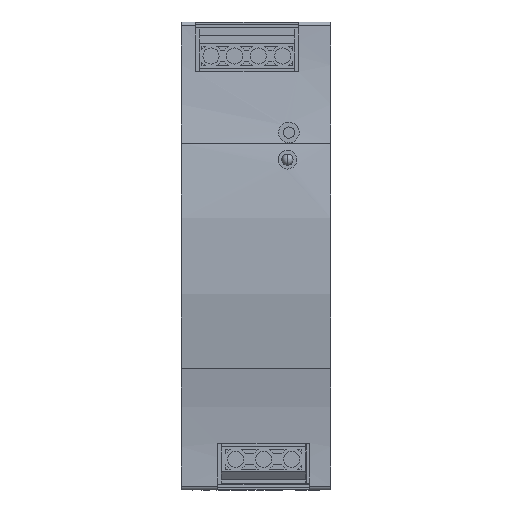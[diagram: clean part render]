
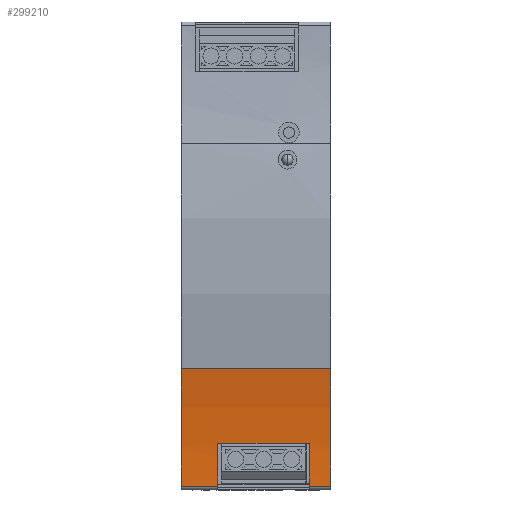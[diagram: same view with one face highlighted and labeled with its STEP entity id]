
A CAD part, left-side view. The second image highlights one B-rep face of the part: STEP entity #299210.
In plain terms, the highlighted cylindrical face has radius 150.414 mm (diameter 300.828 mm), a partial arc.
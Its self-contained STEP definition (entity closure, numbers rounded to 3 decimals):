
#187040=CARTESIAN_POINT('',(-12.654,13.236,
-18.11));
#187050=VERTEX_POINT('',#187040);
#187080=CARTESIAN_POINT('',(-12.654,18.986,
-18.11));
#187090=DIRECTION('',(0.,1.,0.));
#187100=VECTOR('',#187090,1.);
#187110=LINE('',#187080,#187100);
#187120=CARTESIAN_POINT('',(-12.654,53.236,
-18.11));
#187130=VERTEX_POINT('',#187120);
#187140=EDGE_CURVE('',#187050,#187130,#187110,.T.);
#219960=CARTESIAN_POINT('',(-160.046,53.236,
-48.111));
#219970=DIRECTION('',(0.,-1.,0.));
#219980=DIRECTION('',(-1.,0.,0.));
#219990=AXIS2_PLACEMENT_3D('',#219960,#219970,#219980);
#220000=CIRCLE('',#219990,150.414);
#220010=CARTESIAN_POINT('',(-9.639,53.236,
-49.59));
#220020=VERTEX_POINT('',#220010);
#220030=EDGE_CURVE('',#220020,#187130,#220000,.T.);
#222300=CARTESIAN_POINT('',(-9.639,13.236,
-49.59));
#222310=VERTEX_POINT('',#222300);
#222340=CARTESIAN_POINT('',(-160.046,13.236,
-48.111));
#222350=DIRECTION('',(0.,-1.,0.));
#222360=DIRECTION('',(-1.,0.,0.));
#222370=AXIS2_PLACEMENT_3D('',#222340,#222350,#222360);
#222380=CIRCLE('',#222370,150.414);
#222390=EDGE_CURVE('',#222310,#187050,#222380,.T.);
#298620=CARTESIAN_POINT('',(-9.639,18.986,
-49.59));
#298630=DIRECTION('',(0.,1.,0.));
#298640=VECTOR('',#298630,1.);
#298650=LINE('',#298620,#298640);
#298660=CARTESIAN_POINT('',(-9.639,18.942,
-49.59));
#298670=VERTEX_POINT('',#298660);
#298680=EDGE_CURVE('',#222310,#298670,#298650,.T.);
#298820=CARTESIAN_POINT('',(-160.046,18.986,
-48.111));
#298830=DIRECTION('',(0.,-1.,0.));
#298840=DIRECTION('',(-1.,0.,0.));
#298850=AXIS2_PLACEMENT_3D('',#298820,#298830,#298840);
#298860=CYLINDRICAL_SURFACE('',#298850,150.414);
#298870=ORIENTED_EDGE('',*,*,#298680,.F.);
#298880=CARTESIAN_POINT('',(-160.046,18.942,
-48.111));
#298890=DIRECTION('',(0.,-1.,0.));
#298900=DIRECTION('',(-1.,0.,0.));
#298910=AXIS2_PLACEMENT_3D('',#298880,#298890,#298900);
#298920=CIRCLE('',#298910,150.414);
#298930=CARTESIAN_POINT('',(-9.969,18.942,
-38.05));
#298940=VERTEX_POINT('',#298930);
#298950=EDGE_CURVE('',#298670,#298940,#298920,.T.);
#298960=ORIENTED_EDGE('',*,*,#298950,.F.);
#298970=CARTESIAN_POINT('',(-9.969,18.986,
-38.05));
#298980=DIRECTION('',(0.,-1.,0.));
#298990=VECTOR('',#298980,1.);
#299000=LINE('',#298970,#298990);
#299010=CARTESIAN_POINT('',(-9.969,43.486,
-38.05));
#299020=VERTEX_POINT('',#299010);
#299030=EDGE_CURVE('',#299020,#298940,#299000,.T.);
#299040=ORIENTED_EDGE('',*,*,#299030,.T.);
#299050=CARTESIAN_POINT('',(-160.046,43.486,
-48.111));
#299060=DIRECTION('',(0.,-1.,0.));
#299070=DIRECTION('',(-1.,0.,0.));
#299080=AXIS2_PLACEMENT_3D('',#299050,#299060,#299070);
#299090=CIRCLE('',#299080,150.414);
#299100=CARTESIAN_POINT('',(-9.639,43.486,
-49.59));
#299110=VERTEX_POINT('',#299100);
#299120=EDGE_CURVE('',#299110,#299020,#299090,.T.);
#299130=ORIENTED_EDGE('',*,*,#299120,.T.);
#299140=EDGE_CURVE('',#299110,#220020,#298650,.T.);
#299150=ORIENTED_EDGE('',*,*,#299140,.F.);
#299160=ORIENTED_EDGE('',*,*,#220030,.F.);
#299170=ORIENTED_EDGE('',*,*,#187140,.T.);
#299180=ORIENTED_EDGE('',*,*,#222390,.T.);
#299190=EDGE_LOOP('',(#299180,#299170,#299160,#299150,#299130,#299040,
#298960,#298870));
#299200=FACE_OUTER_BOUND('',#299190,.T.);
#299210=ADVANCED_FACE('',(#299200),#298860,.F.);
